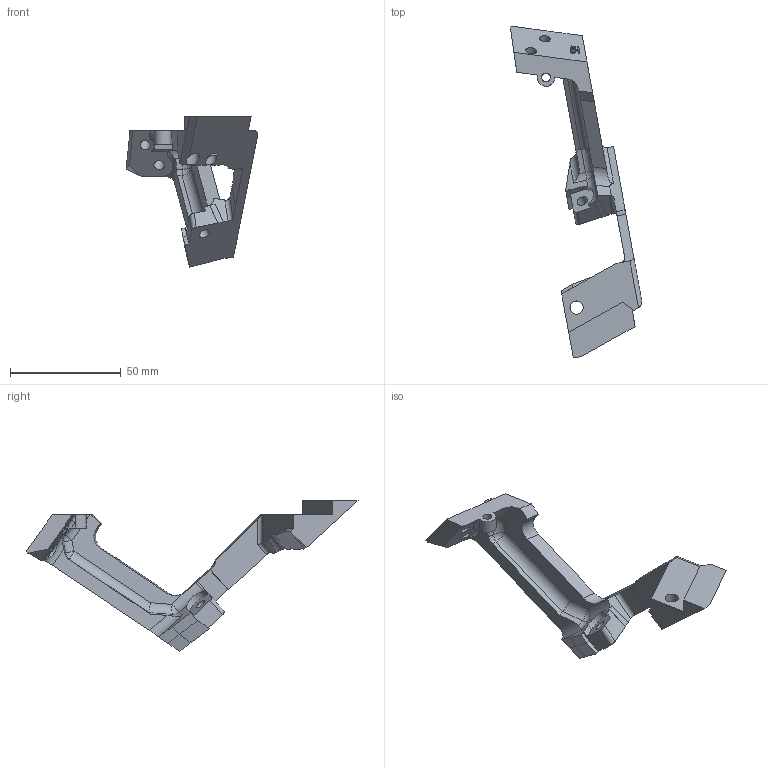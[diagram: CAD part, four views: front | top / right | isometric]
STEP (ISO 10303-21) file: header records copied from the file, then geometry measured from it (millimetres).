
FILE_DESCRIPTION(/* description */ (''),/* implementation_level */ '2;1');
FILE_NAME(/* name */ 'Right_AUX_Support_Bracket_Lower_Outboard_v2 v3.step',/* time_stamp */ '2022-01-03T08:24:11+10:00',/* author */ (''),/* organization */ (''),/* preprocessor_version */ 'ST-DEVELOPER v18.1',/* originating_system */ 'Autodesk Translation Framework v10.10.0.1391',/* authorisation */ '');
FILE_SCHEMA (('AUTOMOTIVE_DESIGN { 1 0 10303 214 3 1 1 }'));
Length unit declared in the file: millimetre
Products named in the file (1): Right_AUX_Support_Bracket_Lower_Outboard_v2
Bounding box: 59.5 x 150.23 x 68.08 mm (x, y, z)
Volume: 33142.4 mm3; surface area: 13571.1 mm2
Topology: 1 solids, 1 shells, 138 faces, 381 edges, 247 vertices
Faces by surface type: plane 76, cylinder 31, bspline 28, sphere 3
Full cylindrical faces by diameter (mm): 4 x1, 4.915 x3, 5.055 x1, 6 x1
Entity records: 4843 total; most frequent: CARTESIAN_POINT 1407, ORIENTED_EDGE 762, DIRECTION 622, EDGE_CURVE 381, VERTEX_POINT 247, LINE 246, VECTOR 246, AXIS2_PLACEMENT_3D 188
